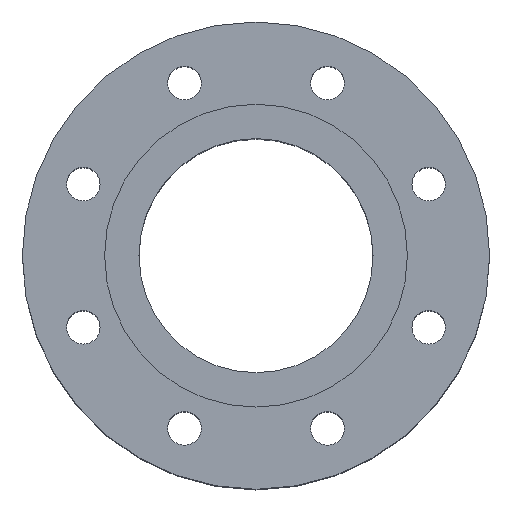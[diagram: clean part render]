
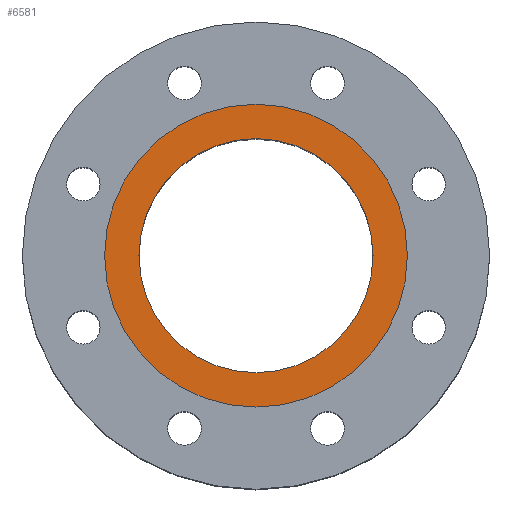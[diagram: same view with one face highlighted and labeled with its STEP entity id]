
A CAD part, top view. The second image highlights one B-rep face of the part: STEP entity #6581.
In plain terms, the highlighted planar face has unit normal (0, 0, 1).
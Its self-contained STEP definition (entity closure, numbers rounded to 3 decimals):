
#574 = EDGE_CURVE ( 'NONE', #27326, #2322, #2998, .T. ) ;
#1006 = CARTESIAN_POINT ( 'NONE',  ( 0., 0., 0. ) ) ;
#1415 = CARTESIAN_POINT ( 'NONE',  ( 0., 81., 0. ) ) ;
#2322 = VERTEX_POINT ( 'NONE', #11758 ) ;
#2751 = DIRECTION ( 'NONE',  ( 0., 0., 1. ) ) ;
#2998 = CIRCLE ( 'NONE', #5869, 81. ) ;
#4200 = ORIENTED_EDGE ( 'NONE', *, *, #574, .T. ) ;
#5522 = DIRECTION ( 'NONE',  ( 0., 0., 1. ) ) ;
#5869 = AXIS2_PLACEMENT_3D ( 'NONE', #1006, #5522, #10188 ) ;
#5961 = ORIENTED_EDGE ( 'NONE', *, *, #7509, .T. ) ;
#6366 = PLANE ( 'NONE',  #13929 ) ;
#6552 = DIRECTION ( 'NONE',  ( 0., 0., 1. ) ) ;
#6581 = ADVANCED_FACE ( 'NONE', ( #15148, #21968 ), #6366, .F. ) ;
#7509 = EDGE_CURVE ( 'NONE', #2322, #27326, #14894, .T. ) ;
#10051 = DIRECTION ( 'NONE',  ( 1., 0., 0. ) ) ;
#10188 = DIRECTION ( 'NONE',  ( 1., 0., 0. ) ) ;
#10944 = AXIS2_PLACEMENT_3D ( 'NONE', #12038, #17030, #10051 ) ;
#11245 = CARTESIAN_POINT ( 'NONE',  ( -62.6, 0., 0. ) ) ;
#11758 = CARTESIAN_POINT ( 'NONE',  ( -81., 0., 0. ) ) ;
#12038 = CARTESIAN_POINT ( 'NONE',  ( 0., 0., 0. ) ) ;
#13373 = CIRCLE ( 'NONE', #18204, 62.6 ) ;
#13929 = AXIS2_PLACEMENT_3D ( 'NONE', #1415, #17574, #26791 ) ;
#14894 = CIRCLE ( 'NONE', #28904, 81. ) ;
#15148 = FACE_BOUND ( 'NONE', #29237, .T. ) ;
#15777 = DIRECTION ( 'NONE',  ( 1., 0., 0. ) ) ;
#17030 = DIRECTION ( 'NONE',  ( 0., 0., 1. ) ) ;
#17574 = DIRECTION ( 'NONE',  ( 0., 0., -1. ) ) ;
#18087 = ORIENTED_EDGE ( 'NONE', *, *, #24319, .F. ) ;
#18204 = AXIS2_PLACEMENT_3D ( 'NONE', #21053, #2751, #20772 ) ;
#18257 = EDGE_CURVE ( 'NONE', #27926, #20163, #28342, .T. ) ;
#20163 = VERTEX_POINT ( 'NONE', #28487 ) ;
#20772 = DIRECTION ( 'NONE',  ( 1., 0., 0. ) ) ;
#21053 = CARTESIAN_POINT ( 'NONE',  ( 0., 0., 0. ) ) ;
#21968 = FACE_OUTER_BOUND ( 'NONE', #22888, .T. ) ;
#22888 = EDGE_LOOP ( 'NONE', ( #4200, #5961 ) ) ;
#23165 = CARTESIAN_POINT ( 'NONE',  ( 81., 0., 0. ) ) ;
#24319 = EDGE_CURVE ( 'NONE', #20163, #27926, #13373, .T. ) ;
#25172 = CARTESIAN_POINT ( 'NONE',  ( 0., 0., 0. ) ) ;
#26471 = ORIENTED_EDGE ( 'NONE', *, *, #18257, .F. ) ;
#26791 = DIRECTION ( 'NONE',  ( -1., 0., 0. ) ) ;
#27326 = VERTEX_POINT ( 'NONE', #23165 ) ;
#27926 = VERTEX_POINT ( 'NONE', #11245 ) ;
#28342 = CIRCLE ( 'NONE', #10944, 62.6 ) ;
#28487 = CARTESIAN_POINT ( 'NONE',  ( 62.6, 0., 0. ) ) ;
#28904 = AXIS2_PLACEMENT_3D ( 'NONE', #25172, #6552, #15777 ) ;
#29237 = EDGE_LOOP ( 'NONE', ( #18087, #26471 ) ) ;
